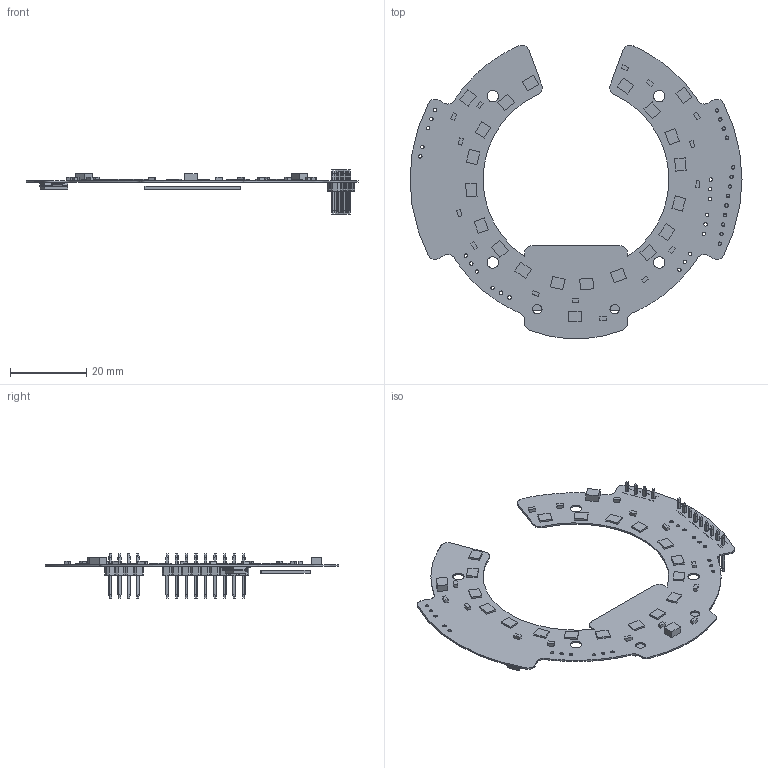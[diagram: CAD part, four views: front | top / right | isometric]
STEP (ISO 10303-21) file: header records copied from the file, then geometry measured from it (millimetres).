
FILE_DESCRIPTION(/* description */ ('Open CASCADE Model'),/* implementation_level */ '2;1');
FILE_NAME(/* name */ 'Hydra1PCBUpdated.stp',/* time_stamp */ '2018-10-06T01:38:40+10:00',/* author */ ('jay-dell-1'),/* organization */ ('Open CASCADE'),/* preprocessor_version */ 'ST-DEVELOPER v16.13',/* originating_system */ 'Autodesk Inventor 2018',/* authorisation */ 'Unknown');
FILE_SCHEMA (('AUTOMOTIVE_DESIGN { 1 0 10303 214 3 1 1 }'));
Length unit declared in the file: millimetre
Products named in the file (119): Hydra1PCBUpdated; Board; B1; 6538132160; Extruded; B2; 6538131584; Extruded_1; B3; 6538131008; Extruded_2; B4; 6538130432; Extruded_3; B5; 6538129856; Extruded_4; B6; 6538129280; Extruded_5; BR1; 6538127936; Extruded_6; BR2; 6538127552; Extruded_7; BR3; BR4; 6538126784; Extruded_9; BR5; 6538126592; Extruded_10; BR6; 6538126208; Extruded_11; MRB; 6538128896; Extruded_12; R1 ...
Assembly tree (125 placements, depth 5):
  Hydra1PCBUpdated
    Board
    B1
      6538132160
        Extruded
    B2
      6538131584
        Extruded_1
    B3
      6538131008
        Extruded_2
    B4
      6538130432
        Extruded_3
    B5
      6538129856
        Extruded_4
    B6
      6538129280
        Extruded_5
    BR1
      6538127936
        Extruded_6
    BR2
      6538127552
        Extruded_7
    BR3
      6538127168
        Extruded_8
    BR4
      6538126784
        Extruded_9
    BR5
      6538126592
        Extruded_10
    BR6
      6538126208
        Extruded_11
    MRB
      6538128896
        Extruded_12
    R1
      6538132544
        Extruded_13
    R2
      6538132352
        Extruded_14
    R3
      6538131968
        Extruded_15
    R4
      6538131776
        Extruded_16
    R5
      6538131392
        Extruded_17
    R6
      6538131200
        Extruded_18
    R7
Bounding box: 87.01 x 76.86 x 11.54 mm (x, y, z)
Volume: 1931.8 mm3; surface area: 8570 mm2
Topology: 84 solids, 84 shells, 992 faces, 2180 edges, 1348 vertices
Faces by surface type: plane 813, cylinder 163, sphere 8, bspline 8
Full cylindrical faces by diameter (mm): 0.9 x33, 2.5 x2, 3 x4
Entity records: 23943 total; most frequent: CARTESIAN_POINT 4455, DIRECTION 3627, ORIENTED_EDGE 3026, EDGE_CURVE 1513, LINE 1211, VECTOR 1211, AXIS2_PLACEMENT_3D 1208, VERTEX_POINT 980
